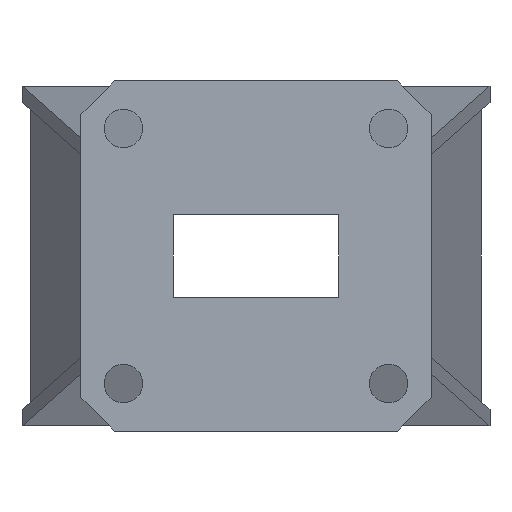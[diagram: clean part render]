
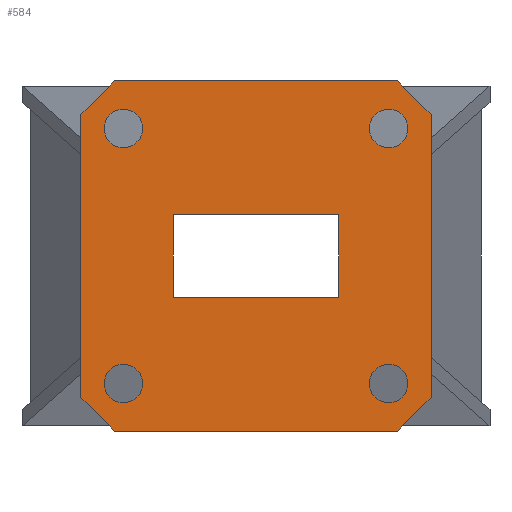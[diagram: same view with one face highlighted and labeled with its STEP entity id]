
A CAD part, front view. The second image highlights one B-rep face of the part: STEP entity #584.
In plain terms, the highlighted planar face has unit normal (0, -1, 0).
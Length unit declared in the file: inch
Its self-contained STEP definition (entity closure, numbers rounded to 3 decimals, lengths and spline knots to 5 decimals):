
#36 = DIRECTION ( 'NONE',  ( 0.707, 0., -0.707 ) ) ;
#41 = EDGE_CURVE ( 'NONE', #1244, #1244, #2070, .T. ) ;
#66 = ORIENTED_EDGE ( 'NONE', *, *, #992, .F. ) ;
#67 = DIRECTION ( 'NONE',  ( 0., -1., 0. ) ) ;
#101 = LINE ( 'NONE', #298, #1451 ) ;
#133 = CIRCLE ( 'NONE', #1378, 0.072 ) ;
#163 = CARTESIAN_POINT ( 'NONE',  ( 0.497, 0., 0.478 ) ) ;
#197 = FACE_BOUND ( 'NONE', #1254, .T. ) ;
#203 = EDGE_LOOP ( 'NONE', ( #1846 ) ) ;
#208 = AXIS2_PLACEMENT_3D ( 'NONE', #882, #67, #519 ) ;
#256 = CARTESIAN_POINT ( 'NONE',  ( -0.656, 0., 0.531 ) ) ;
#274 = VERTEX_POINT ( 'NONE', #1449 ) ;
#283 = VECTOR ( 'NONE', #401, 39.37008 ) ;
#288 = CARTESIAN_POINT ( 'NONE',  ( -0.531, 0., -0.656 ) ) ;
#294 = CARTESIAN_POINT ( 'NONE',  ( -0.656, 0., -0.531 ) ) ;
#298 = CARTESIAN_POINT ( 'NONE',  ( -0.531, 0., 0.656 ) ) ;
#303 = FACE_BOUND ( 'NONE', #1799, .T. ) ;
#314 = VERTEX_POINT ( 'NONE', #762 ) ;
#351 = CIRCLE ( 'NONE', #860, 0.072 ) ;
#356 = VERTEX_POINT ( 'NONE', #1105 ) ;
#364 = PLANE ( 'NONE',  #208 ) ;
#376 = VECTOR ( 'NONE', #1698, 39.37008 ) ;
#401 = DIRECTION ( 'NONE',  ( 0., 0., -1. ) ) ;
#430 = LINE ( 'NONE', #1820, #1106 ) ;
#442 = CARTESIAN_POINT ( 'NONE',  ( -0.656, 0., 0.531 ) ) ;
#443 = CARTESIAN_POINT ( 'NONE',  ( 0.311, 0., 0.1555 ) ) ;
#461 = DIRECTION ( 'NONE',  ( -0.707, 0., 0.707 ) ) ;
#462 = CARTESIAN_POINT ( 'NONE',  ( 0.497, 0., 0.55 ) ) ;
#473 = LINE ( 'NONE', #1331, #738 ) ;
#519 = DIRECTION ( 'NONE',  ( 0., 0., -1. ) ) ;
#520 = CARTESIAN_POINT ( 'NONE',  ( 0.531, 0., -0.656 ) ) ;
#525 = CARTESIAN_POINT ( 'NONE',  ( -0.311, 0., -0.1555 ) ) ;
#532 = ORIENTED_EDGE ( 'NONE', *, *, #922, .T. ) ;
#557 = VERTEX_POINT ( 'NONE', #1188 ) ;
#574 = CARTESIAN_POINT ( 'NONE',  ( -0.311, 0., 0.1555 ) ) ;
#579 = DIRECTION ( 'NONE',  ( 0., 1., 0. ) ) ;
#584 = ADVANCED_FACE ( 'NONE', ( #1014, #303, #1796, #197, #593, #1897 ), #364, .T. ) ;
#593 = FACE_BOUND ( 'NONE', #1261, .T. ) ;
#642 = CARTESIAN_POINT ( 'NONE',  ( -0.311, 0., 0.1555 ) ) ;
#680 = DIRECTION ( 'NONE',  ( 0., 0., 1. ) ) ;
#688 = LINE ( 'NONE', #294, #729 ) ;
#708 = DIRECTION ( 'NONE',  ( 0., 0., 1. ) ) ;
#726 = VERTEX_POINT ( 'NONE', #288 ) ;
#729 = VECTOR ( 'NONE', #461, 39.37008 ) ;
#732 = DIRECTION ( 'NONE',  ( 1., 0., 0. ) ) ;
#738 = VECTOR ( 'NONE', #680, 39.37008 ) ;
#755 = CARTESIAN_POINT ( 'NONE',  ( 0.656, 0., -0.531 ) ) ;
#758 = VERTEX_POINT ( 'NONE', #642 ) ;
#762 = CARTESIAN_POINT ( 'NONE',  ( 0.656, 0., -0.531 ) ) ;
#780 = DIRECTION ( 'NONE',  ( 0., 1., 0. ) ) ;
#810 = DIRECTION ( 'NONE',  ( 0., 1., 0. ) ) ;
#826 = EDGE_CURVE ( 'NONE', #274, #274, #133, .T. ) ;
#838 = CARTESIAN_POINT ( 'NONE',  ( 0.311, 0., -0.1555 ) ) ;
#840 = LINE ( 'NONE', #1352, #1215 ) ;
#842 = EDGE_CURVE ( 'NONE', #758, #1771, #1841, .T. ) ;
#860 = AXIS2_PLACEMENT_3D ( 'NONE', #163, #810, #1623 ) ;
#874 = EDGE_LOOP ( 'NONE', ( #2108, #1607, #1520, #1232 ) ) ;
#882 = CARTESIAN_POINT ( 'NONE',  ( 0., 0., 0. ) ) ;
#883 = EDGE_CURVE ( 'NONE', #2088, #314, #1671, .T. ) ;
#922 = EDGE_CURVE ( 'NONE', #356, #356, #1729, .T. ) ;
#929 = ORIENTED_EDGE ( 'NONE', *, *, #2097, .F. ) ;
#952 = DIRECTION ( 'NONE',  ( 0., 0., 1. ) ) ;
#992 = EDGE_CURVE ( 'NONE', #726, #557, #688, .T. ) ;
#1008 = EDGE_CURVE ( 'NONE', #557, #1646, #1631, .T. ) ;
#1014 = FACE_BOUND ( 'NONE', #203, .T. ) ;
#1022 = CARTESIAN_POINT ( 'NONE',  ( 0.656, 0., 0.531 ) ) ;
#1064 = EDGE_CURVE ( 'NONE', #1317, #1317, #351, .T. ) ;
#1085 = LINE ( 'NONE', #1022, #1866 ) ;
#1105 = CARTESIAN_POINT ( 'NONE',  ( 0.497, 0., -0.406 ) ) ;
#1106 = VECTOR ( 'NONE', #1987, 39.37008 ) ;
#1151 = DIRECTION ( 'NONE',  ( -0.707, 0., -0.707 ) ) ;
#1152 = ORIENTED_EDGE ( 'NONE', *, *, #41, .T. ) ;
#1176 = VERTEX_POINT ( 'NONE', #525 ) ;
#1187 = VECTOR ( 'NONE', #1151, 39.37008 ) ;
#1188 = CARTESIAN_POINT ( 'NONE',  ( -0.656, 0., -0.531 ) ) ;
#1197 = CARTESIAN_POINT ( 'NONE',  ( 0.531, 0., -0.656 ) ) ;
#1215 = VECTOR ( 'NONE', #1518, 39.37008 ) ;
#1221 = ORIENTED_EDGE ( 'NONE', *, *, #1870, .F. ) ;
#1222 = EDGE_CURVE ( 'NONE', #1250, #1549, #840, .T. ) ;
#1229 = AXIS2_PLACEMENT_3D ( 'NONE', #1586, #780, #1442 ) ;
#1231 = VECTOR ( 'NONE', #732, 39.37008 ) ;
#1232 = ORIENTED_EDGE ( 'NONE', *, *, #1269, .T. ) ;
#1236 = EDGE_CURVE ( 'NONE', #1771, #1472, #1556, .T. ) ;
#1243 = EDGE_CURVE ( 'NONE', #1472, #1176, #430, .T. ) ;
#1244 = VERTEX_POINT ( 'NONE', #1474 ) ;
#1250 = VERTEX_POINT ( 'NONE', #1496 ) ;
#1254 = EDGE_LOOP ( 'NONE', ( #1901 ) ) ;
#1261 = EDGE_LOOP ( 'NONE', ( #1152 ) ) ;
#1269 = EDGE_CURVE ( 'NONE', #1176, #758, #473, .T. ) ;
#1317 = VERTEX_POINT ( 'NONE', #462 ) ;
#1331 = CARTESIAN_POINT ( 'NONE',  ( -0.311, 0., -0.1555 ) ) ;
#1344 = DIRECTION ( 'NONE',  ( 0., 1., 0. ) ) ;
#1352 = CARTESIAN_POINT ( 'NONE',  ( 0.531, 0., 0.656 ) ) ;
#1378 = AXIS2_PLACEMENT_3D ( 'NONE', #1393, #579, #1554 ) ;
#1393 = CARTESIAN_POINT ( 'NONE',  ( -0.497, 0., -0.478 ) ) ;
#1402 = LINE ( 'NONE', #1197, #2053 ) ;
#1442 = DIRECTION ( 'NONE',  ( 0., 0., 1. ) ) ;
#1449 = CARTESIAN_POINT ( 'NONE',  ( -0.497, 0., -0.406 ) ) ;
#1451 = VECTOR ( 'NONE', #2106, 39.37008 ) ;
#1472 = VERTEX_POINT ( 'NONE', #838 ) ;
#1474 = CARTESIAN_POINT ( 'NONE',  ( -0.497, 0., 0.55 ) ) ;
#1496 = CARTESIAN_POINT ( 'NONE',  ( -0.531, 0., 0.656 ) ) ;
#1518 = DIRECTION ( 'NONE',  ( 1., 0., 0. ) ) ;
#1520 = ORIENTED_EDGE ( 'NONE', *, *, #1243, .T. ) ;
#1532 = LINE ( 'NONE', #520, #1187 ) ;
#1540 = EDGE_CURVE ( 'NONE', #1549, #2088, #1085, .T. ) ;
#1549 = VERTEX_POINT ( 'NONE', #1680 ) ;
#1554 = DIRECTION ( 'NONE',  ( 0., 0., 1. ) ) ;
#1556 = LINE ( 'NONE', #1831, #376 ) ;
#1570 = EDGE_CURVE ( 'NONE', #1731, #726, #1402, .T. ) ;
#1586 = CARTESIAN_POINT ( 'NONE',  ( 0.497, 0., -0.478 ) ) ;
#1607 = ORIENTED_EDGE ( 'NONE', *, *, #1236, .T. ) ;
#1623 = DIRECTION ( 'NONE',  ( 0., 0., 1. ) ) ;
#1631 = LINE ( 'NONE', #442, #1936 ) ;
#1646 = VERTEX_POINT ( 'NONE', #256 ) ;
#1671 = LINE ( 'NONE', #755, #283 ) ;
#1680 = CARTESIAN_POINT ( 'NONE',  ( 0.531, 0., 0.656 ) ) ;
#1687 = DIRECTION ( 'NONE',  ( -1., 0., 0. ) ) ;
#1698 = DIRECTION ( 'NONE',  ( 0., 0., -1. ) ) ;
#1721 = ORIENTED_EDGE ( 'NONE', *, *, #1570, .F. ) ;
#1729 = CIRCLE ( 'NONE', #1229, 0.072 ) ;
#1731 = VERTEX_POINT ( 'NONE', #1869 ) ;
#1754 = EDGE_LOOP ( 'NONE', ( #1721, #1221, #1981, #1927, #1857, #929, #1957, #66 ) ) ;
#1771 = VERTEX_POINT ( 'NONE', #443 ) ;
#1796 = FACE_OUTER_BOUND ( 'NONE', #1754, .T. ) ;
#1799 = EDGE_LOOP ( 'NONE', ( #532 ) ) ;
#1820 = CARTESIAN_POINT ( 'NONE',  ( 0.311, 0., -0.1555 ) ) ;
#1830 = AXIS2_PLACEMENT_3D ( 'NONE', #1848, #1344, #708 ) ;
#1831 = CARTESIAN_POINT ( 'NONE',  ( 0.311, 0., 0.1555 ) ) ;
#1841 = LINE ( 'NONE', #574, #1231 ) ;
#1846 = ORIENTED_EDGE ( 'NONE', *, *, #1064, .T. ) ;
#1848 = CARTESIAN_POINT ( 'NONE',  ( -0.497, 0., 0.478 ) ) ;
#1857 = ORIENTED_EDGE ( 'NONE', *, *, #1222, .F. ) ;
#1866 = VECTOR ( 'NONE', #36, 39.37008 ) ;
#1869 = CARTESIAN_POINT ( 'NONE',  ( 0.531, 0., -0.656 ) ) ;
#1870 = EDGE_CURVE ( 'NONE', #314, #1731, #1532, .T. ) ;
#1897 = FACE_BOUND ( 'NONE', #874, .T. ) ;
#1901 = ORIENTED_EDGE ( 'NONE', *, *, #826, .T. ) ;
#1927 = ORIENTED_EDGE ( 'NONE', *, *, #1540, .F. ) ;
#1936 = VECTOR ( 'NONE', #952, 39.37008 ) ;
#1957 = ORIENTED_EDGE ( 'NONE', *, *, #1008, .F. ) ;
#1962 = CARTESIAN_POINT ( 'NONE',  ( 0.656, 0., 0.531 ) ) ;
#1981 = ORIENTED_EDGE ( 'NONE', *, *, #883, .F. ) ;
#1987 = DIRECTION ( 'NONE',  ( -1., 0., 0. ) ) ;
#2053 = VECTOR ( 'NONE', #1687, 39.37008 ) ;
#2070 = CIRCLE ( 'NONE', #1830, 0.072 ) ;
#2088 = VERTEX_POINT ( 'NONE', #1962 ) ;
#2097 = EDGE_CURVE ( 'NONE', #1646, #1250, #101, .T. ) ;
#2106 = DIRECTION ( 'NONE',  ( 0.707, 0., 0.707 ) ) ;
#2108 = ORIENTED_EDGE ( 'NONE', *, *, #842, .T. ) ;
